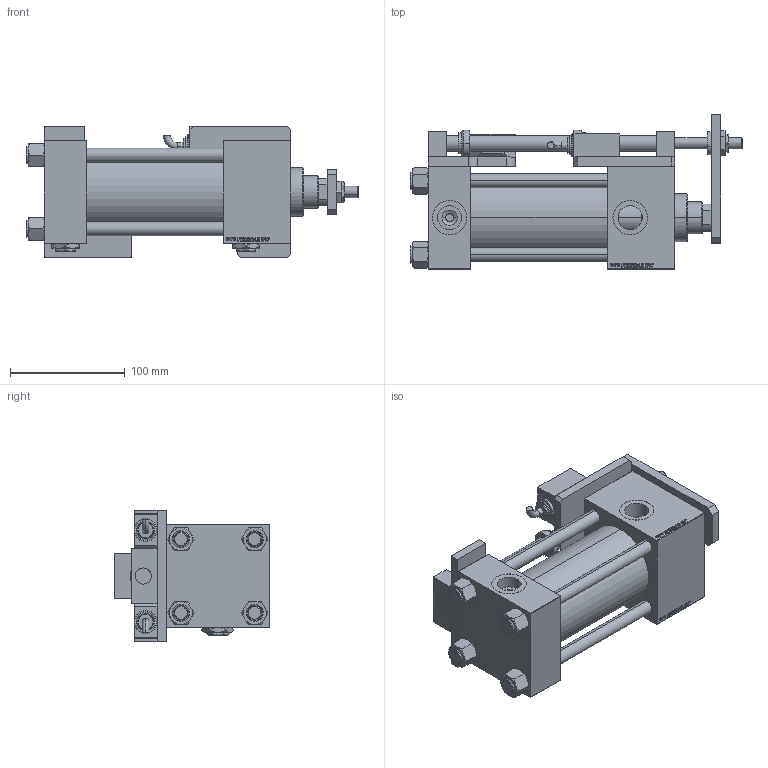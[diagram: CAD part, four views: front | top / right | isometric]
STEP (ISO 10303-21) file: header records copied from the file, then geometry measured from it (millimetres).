
FILE_DESCRIPTION (( 'STEP AP203' ), '1' );
FILE_NAME ('bd03.STEP', '2023-10-27T07:06:59', ( '' ), ( '' ), 'SwSTEP 2.0', 'SolidWorks 2019', '' );
FILE_SCHEMA (( 'CONFIG_CONTROL_DESIGN' ));
Length unit declared in the file: millimetre
Products named in the file (17): V215CD_SWITCH_Q_PODLOZKA_BACK 0fa5eee3b3e1c3b7031f075184d84331; bd03; V215CD_SWITCH_Q_NUT 0fa5eee3b3e1c3b7031f075184d84331; Zatka_pro_OIL_PORT 0fa5eee3b3e1c3b7031f075184d84331; V215CD_SWITCH_Q_BLOK 0fa5eee3b3e1c3b7031f075184d84331; V215CD_VC_C 0fa5eee3b3e1c3b7031f075184d84331; V215CD_SWITCH_Q_ZARAZKA 0fa5eee3b3e1c3b7031f075184d84331; V215CD_SWITCH_Q_PODLOZKA_FRONT 0fa5eee3b3e1c3b7031f075184d84331; V215CD_SWITCH_Q_DIMA 0fa5eee3b3e1c3b7031f075184d84331; V215CD_SWITCH_Q_TYC 0fa5eee3b3e1c3b7031f075184d84331; V215CD_Body_C 0fa5eee3b3e1c3b7031f075184d84331; V215CD_VCP_C 0fa5eee3b3e1c3b7031f075184d84331; V215CD_C_TYCINKA 0fa5eee3b3e1c3b7031f075184d84331; NUT_M5_V215CD_C 0fa5eee3b3e1c3b7031f075184d84331; V215CD_SWITCH_Q_SWITCH 0fa5eee3b3e1c3b7031f075184d84331; V215CD_SWITCH_Q_NUT10 0fa5eee3b3e1c3b7031f075184d84331; V215CD_SWITCH_Q_MAGNET 0fa5eee3b3e1c3b7031f075184d84331
Assembly tree (26 placements, depth 2):
  bd03
    V215CD_Body_C 0fa5eee3b3e1c3b7031f075184d84331
    V215CD_VC_C 0fa5eee3b3e1c3b7031f075184d84331
    V215CD_VCP_C 0fa5eee3b3e1c3b7031f075184d84331
    V215CD_C_TYCINKA 0fa5eee3b3e1c3b7031f075184d84331  x4
    NUT_M5_V215CD_C 0fa5eee3b3e1c3b7031f075184d84331  x4
    V215CD_SWITCH_Q_PODLOZKA_BACK 0fa5eee3b3e1c3b7031f075184d84331
    V215CD_SWITCH_Q_PODLOZKA_FRONT 0fa5eee3b3e1c3b7031f075184d84331
    V215CD_SWITCH_Q_DIMA 0fa5eee3b3e1c3b7031f075184d84331
    V215CD_SWITCH_Q_BLOK 0fa5eee3b3e1c3b7031f075184d84331  x2
    V215CD_SWITCH_Q_TYC 0fa5eee3b3e1c3b7031f075184d84331
    V215CD_SWITCH_Q_NUT 0fa5eee3b3e1c3b7031f075184d84331
    V215CD_SWITCH_Q_NUT10 0fa5eee3b3e1c3b7031f075184d84331
    V215CD_SWITCH_Q_ZARAZKA 0fa5eee3b3e1c3b7031f075184d84331
    V215CD_SWITCH_Q_SWITCH 0fa5eee3b3e1c3b7031f075184d84331  x2
    V215CD_SWITCH_Q_MAGNET 0fa5eee3b3e1c3b7031f075184d84331  x2
    Zatka_pro_OIL_PORT 0fa5eee3b3e1c3b7031f075184d84331  x2
Bounding box: 289.5 x 135 x 115 mm (x, y, z)
Volume: 1316467.3 mm3; surface area: 311002 mm2
Topology: 26 solids, 26 shells, 1478 faces, 3626 edges, 2338 vertices
Faces by surface type: plane 695, bspline 392, cone 189, cylinder 166, torus 36
Entity records: 57975 total; most frequent: CARTESIAN_POINT 28621, ORIENTED_EDGE 6228, DIRECTION 4369, EDGE_CURVE 3114, VERTEX_POINT 2032, VECTOR 1847, LINE 1847, EDGE_LOOP 1406
